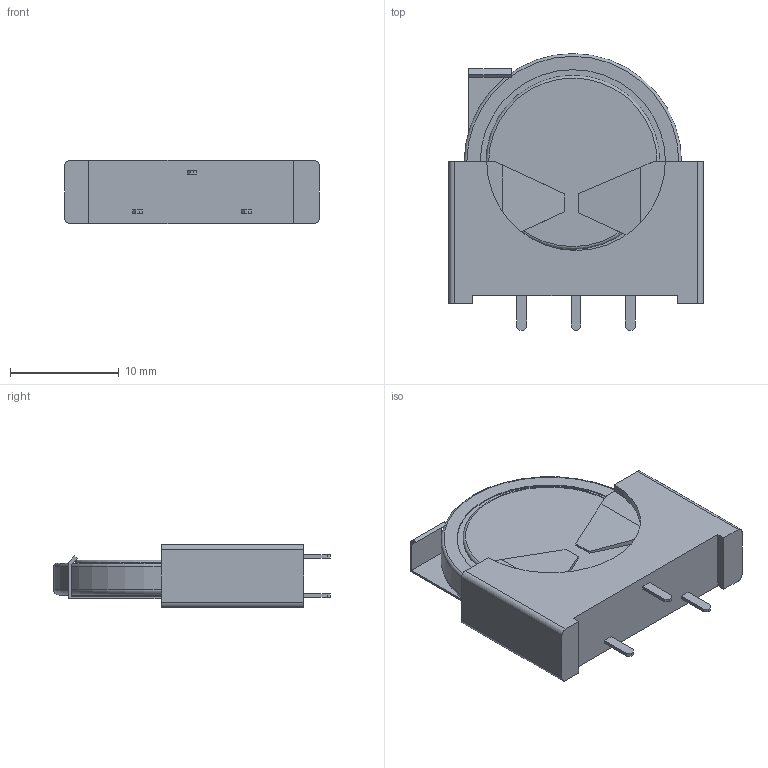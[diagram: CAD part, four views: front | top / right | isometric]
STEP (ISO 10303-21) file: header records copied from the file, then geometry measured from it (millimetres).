
FILE_DESCRIPTION (( 'STEP AP214' ), '1' );
FILE_NAME ('User Library-BATT HOLDER BK-5058.STEP', '2018-10-31T07:53:43', ( '' ), ( '' ), 'SwSTEP 2.0', 'SolidWorks 2018', '' );
FILE_SCHEMA (( 'AUTOMOTIVE_DESIGN' ));
Length unit declared in the file: millimetre
Products named in the file (1): User Library-BATT HOLDER BK-5058
Bounding box: 23.42 x 25.44 x 5.8 mm (x, y, z)
Volume: 1494.7 mm3; surface area: 3003.2 mm2
Topology: 5 solids, 5 shells, 104 faces, 261 edges, 170 vertices
Faces by surface type: plane 81, cylinder 17, torus 6
Entity records: 3581 total; most frequent: CARTESIAN_POINT 536, DIRECTION 527, ORIENTED_EDGE 522, EDGE_CURVE 261, VECTOR 205, LINE 205, VERTEX_POINT 170, AXIS2_PLACEMENT_3D 161
